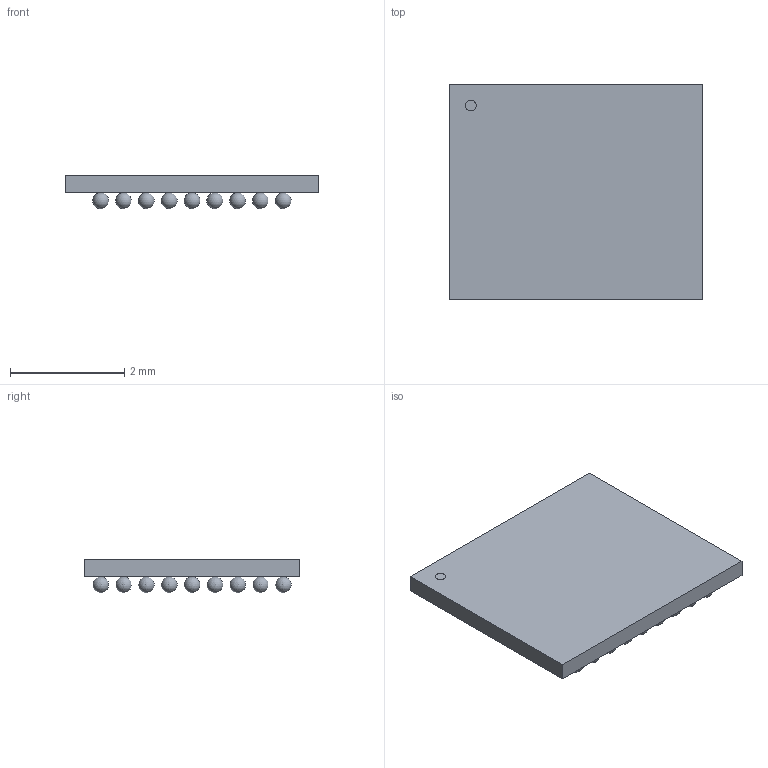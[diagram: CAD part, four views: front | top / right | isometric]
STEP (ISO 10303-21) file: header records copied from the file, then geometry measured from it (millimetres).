
FILE_DESCRIPTION(('STEP AP214'),'1');
FILE_NAME('WLCSP81','2019-09-27T11:37:55',(''),(''),'','','');
FILE_SCHEMA(('AUTOMOTIVE_DESIGN'));
Length unit declared in the file: millimetre
Products named in the file (1): product
Bounding box: 4.44 x 3.78 x 0.59 mm (x, y, z)
Volume: 0.9 mm3; surface area: 58.6 mm2
Topology: 82 solids, 88 shells, 90 faces, 270 edges, 188 vertices
Faces by surface type: sphere 81, plane 8, cylinder 1
Full cylindrical faces by diameter (mm): 0.189 x1
Entity records: 1275 total; most frequent: CARTESIAN_POINT 225, DIRECTION 212, VERTEX_POINT 131, AXIS2_PLACEMENT_3D 94, STYLED_ITEM 90, ADVANCED_FACE 90, FACE_BOUND 82, SPHERICAL_SURFACE 81
